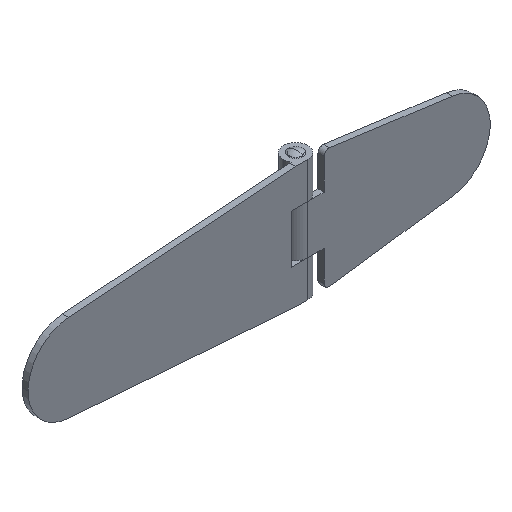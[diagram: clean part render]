
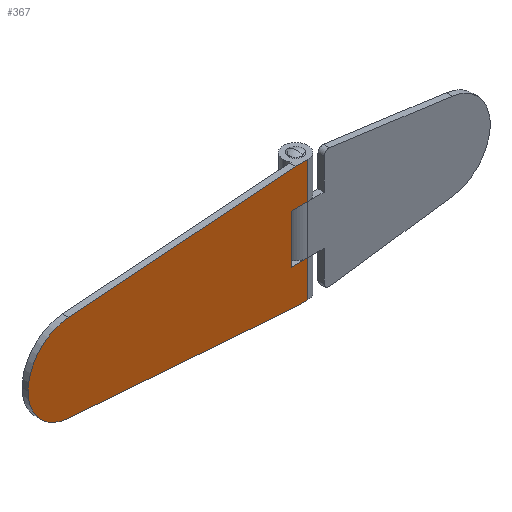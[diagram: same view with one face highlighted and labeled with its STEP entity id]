
A CAD part, isometric view. The second image highlights one B-rep face of the part: STEP entity #367.
In plain terms, the highlighted planar face has unit normal (0, -1, 0).
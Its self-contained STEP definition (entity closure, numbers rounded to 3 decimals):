
#173 = EDGE_CURVE ( 'NONE', #183, #184, #886, .T. ) ;
#183 = VERTEX_POINT ( 'NONE', #978 ) ;
#184 = VERTEX_POINT ( 'NONE', #977 ) ;
#328 = VERTEX_POINT ( 'NONE', #930 ) ;
#330 = EDGE_CURVE ( 'NONE', #328, #331, #929, .T. ) ;
#331 = VERTEX_POINT ( 'NONE', #925 ) ;
#358 = ORIENTED_EDGE ( 'NONE', *, *, #359, .T. ) ;
#359 = EDGE_CURVE ( 'NONE', #378, #360, #1035, .T. ) ;
#360 = VERTEX_POINT ( 'NONE', #1122 ) ;
#362 = EDGE_CURVE ( 'NONE', #375, #378, #1121, .T. ) ;
#363 = EDGE_CURVE ( 'NONE', #184, #386, #1117, .T. ) ;
#364 = ORIENTED_EDGE ( 'NONE', *, *, #365, .T. ) ;
#365 = EDGE_CURVE ( 'NONE', #386, #366, #1113, .T. ) ;
#366 = VERTEX_POINT ( 'NONE', #1109 ) ;
#367 = ADVANCED_FACE ( 'NONE', ( #1108 ), #1107, .F. ) ;
#368 = EDGE_LOOP ( 'NONE', ( #397, #400, #384, #385, #364, #370, #373, #376, #358, #389, #391 ) ) ;
#370 = ORIENTED_EDGE ( 'NONE', *, *, #371, .F. ) ;
#371 = EDGE_CURVE ( 'NONE', #372, #366, #1102, .T. ) ;
#372 = VERTEX_POINT ( 'NONE', #1097 ) ;
#373 = ORIENTED_EDGE ( 'NONE', *, *, #374, .T. ) ;
#374 = EDGE_CURVE ( 'NONE', #372, #375, #1098, .T. ) ;
#375 = VERTEX_POINT ( 'NONE', #1093 ) ;
#376 = ORIENTED_EDGE ( 'NONE', *, *, #362, .T. ) ;
#378 = VERTEX_POINT ( 'NONE', #1092 ) ;
#383 = EDGE_CURVE ( 'NONE', #399, #183, #1075, .T. ) ;
#384 = ORIENTED_EDGE ( 'NONE', *, *, #173, .T. ) ;
#385 = ORIENTED_EDGE ( 'NONE', *, *, #363, .T. ) ;
#386 = VERTEX_POINT ( 'NONE', #1070 ) ;
#389 = ORIENTED_EDGE ( 'NONE', *, *, #390, .F. ) ;
#390 = EDGE_CURVE ( 'NONE', #331, #360, #1069, .T. ) ;
#391 = ORIENTED_EDGE ( 'NONE', *, *, #330, .F. ) ;
#397 = ORIENTED_EDGE ( 'NONE', *, *, #398, .F. ) ;
#398 = EDGE_CURVE ( 'NONE', #399, #328, #1175, .T. ) ;
#399 = VERTEX_POINT ( 'NONE', #1176 ) ;
#400 = ORIENTED_EDGE ( 'NONE', *, *, #383, .T. ) ;
#883 = DIRECTION ( 'NONE',  ( 0., -1., 0. ) ) ;
#884 = CARTESIAN_POINT ( 'NONE',  ( -97., -5., 0. ) ) ;
#885 = AXIS2_PLACEMENT_3D ( 'NONE', #884, #883, #999 ) ;
#886 = CIRCLE ( 'NONE', #885, 18. ) ;
#925 = CARTESIAN_POINT ( 'NONE',  ( 0., -5., 25. ) ) ;
#926 = DIRECTION ( 'NONE',  ( 1., 0., 0. ) ) ;
#927 = VECTOR ( 'NONE', #926, 1000. ) ;
#928 = CARTESIAN_POINT ( 'NONE',  ( 0., -5., 25. ) ) ;
#929 = LINE ( 'NONE', #928, #927 ) ;
#930 = CARTESIAN_POINT ( 'NONE',  ( -5., -5., 25. ) ) ;
#977 = CARTESIAN_POINT ( 'NONE',  ( -98.356, -5., -17.949 ) ) ;
#978 = CARTESIAN_POINT ( 'NONE',  ( -115., -5., 0. ) ) ;
#999 = DIRECTION ( 'NONE',  ( -1., 0., 0. ) ) ;
#1035 = LINE ( 'NONE', #1125, #1124 ) ;
#1066 = DIRECTION ( 'NONE',  ( 0., 0., -1. ) ) ;
#1067 = VECTOR ( 'NONE', #1066, 1000. ) ;
#1068 = CARTESIAN_POINT ( 'NONE',  ( 0., -5., 25. ) ) ;
#1069 = LINE ( 'NONE', #1068, #1067 ) ;
#1070 = CARTESIAN_POINT ( 'NONE',  ( -5., -5., -25. ) ) ;
#1071 = DIRECTION ( 'NONE',  ( -1., 0., 0. ) ) ;
#1072 = DIRECTION ( 'NONE',  ( 0., -1., 0. ) ) ;
#1073 = CARTESIAN_POINT ( 'NONE',  ( -97., -5., 0. ) ) ;
#1074 = AXIS2_PLACEMENT_3D ( 'NONE', #1073, #1072, #1071 ) ;
#1075 = CIRCLE ( 'NONE', #1074, 18. ) ;
#1092 = CARTESIAN_POINT ( 'NONE',  ( -6.7, -5., 10. ) ) ;
#1093 = CARTESIAN_POINT ( 'NONE',  ( -6.7, -5., -10. ) ) ;
#1094 = DIRECTION ( 'NONE',  ( -1., 0., 0. ) ) ;
#1095 = VECTOR ( 'NONE', #1094, 1000. ) ;
#1096 = CARTESIAN_POINT ( 'NONE',  ( 0., -5., -10. ) ) ;
#1097 = CARTESIAN_POINT ( 'NONE',  ( 0., -5., -10. ) ) ;
#1098 = LINE ( 'NONE', #1096, #1095 ) ;
#1099 = DIRECTION ( 'NONE',  ( 0., 0., -1. ) ) ;
#1100 = VECTOR ( 'NONE', #1099, 1000. ) ;
#1101 = CARTESIAN_POINT ( 'NONE',  ( 0., -5., 25. ) ) ;
#1102 = LINE ( 'NONE', #1101, #1100 ) ;
#1103 = DIRECTION ( 'NONE',  ( -1., 0., 0. ) ) ;
#1104 = DIRECTION ( 'NONE',  ( 0., 1., 0. ) ) ;
#1105 = CARTESIAN_POINT ( 'NONE',  ( 0., -5., 25. ) ) ;
#1106 = AXIS2_PLACEMENT_3D ( 'NONE', #1105, #1104, #1103 ) ;
#1107 = PLANE ( 'NONE',  #1106 ) ;
#1108 = FACE_OUTER_BOUND ( 'NONE', #368, .T. ) ;
#1109 = CARTESIAN_POINT ( 'NONE',  ( 0., -5., -25. ) ) ;
#1110 = DIRECTION ( 'NONE',  ( 1., 0., 0. ) ) ;
#1111 = VECTOR ( 'NONE', #1110, 1000. ) ;
#1112 = CARTESIAN_POINT ( 'NONE',  ( 0., -5., -25. ) ) ;
#1113 = LINE ( 'NONE', #1112, #1111 ) ;
#1114 = DIRECTION ( 'NONE',  ( 0.997, 0., -0.075 ) ) ;
#1115 = VECTOR ( 'NONE', #1114, 1000. ) ;
#1116 = CARTESIAN_POINT ( 'NONE',  ( -3.783, -5., -25.092 ) ) ;
#1117 = LINE ( 'NONE', #1116, #1115 ) ;
#1118 = DIRECTION ( 'NONE',  ( 0., 0., 1. ) ) ;
#1119 = VECTOR ( 'NONE', #1118, 1000. ) ;
#1120 = CARTESIAN_POINT ( 'NONE',  ( -6.7, -5., 25. ) ) ;
#1121 = LINE ( 'NONE', #1120, #1119 ) ;
#1122 = CARTESIAN_POINT ( 'NONE',  ( 0., -5., 10. ) ) ;
#1123 = DIRECTION ( 'NONE',  ( 1., 0., 0. ) ) ;
#1124 = VECTOR ( 'NONE', #1123, 1000. ) ;
#1125 = CARTESIAN_POINT ( 'NONE',  ( 0., -5., 10. ) ) ;
#1175 = LINE ( 'NONE', #1250, #1249 ) ;
#1176 = CARTESIAN_POINT ( 'NONE',  ( -98.356, -5., 17.949 ) ) ;
#1247 = DIRECTION ( 'NONE',  ( 0.997, 0., 0.075 ) ) ;
#1249 = VECTOR ( 'NONE', #1247, 1000. ) ;
#1250 = CARTESIAN_POINT ( 'NONE',  ( -0.028, -5., 25.376 ) ) ;
